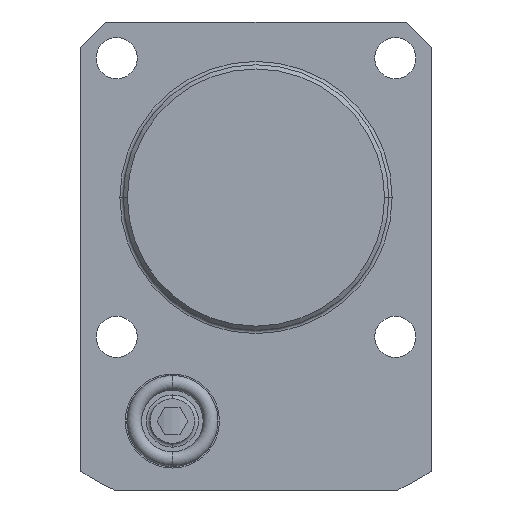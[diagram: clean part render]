
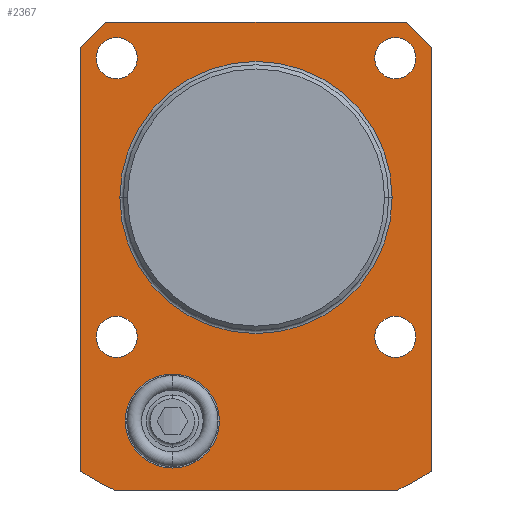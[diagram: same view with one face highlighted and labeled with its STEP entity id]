
A CAD part, front view. The second image highlights one B-rep face of the part: STEP entity #2367.
In plain terms, the highlighted planar face has unit normal (0, -1, 0).
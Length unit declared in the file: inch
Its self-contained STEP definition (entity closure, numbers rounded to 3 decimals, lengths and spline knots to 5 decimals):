
#205=CARTESIAN_POINT('',(0.,0.,0.));
#206=DIRECTION('',(0.,-1.,0.));
#207=DIRECTION('',(0.436,0.,-0.9));
#208=AXIS2_PLACEMENT_3D('',#205,#206,#207);
#259=CARTESIAN_POINT('',(0.,0.,0.));
#260=DIRECTION('',(0.,-1.,0.));
#261=DIRECTION('',(-0.54,0.,-0.842));
#262=AXIS2_PLACEMENT_3D('',#259,#260,#261);
#299=CARTESIAN_POINT('',(0.,0.,0.));
#300=DIRECTION('',(0.,1.,0.));
#301=DIRECTION('',(-1.,0.,0.));
#302=AXIS2_PLACEMENT_3D('',#299,#300,#301);
#307=CARTESIAN_POINT('',(0.,0.,0.));
#308=DIRECTION('',(0.,1.,0.));
#309=DIRECTION('',(1.,0.,0.));
#310=AXIS2_PLACEMENT_3D('',#307,#308,#309);
#315=DIRECTION('',(1.,0.,0.));
#316=VECTOR('',#315,1.33658);
#317=CARTESIAN_POINT('',(-0.66829,0.,-1.378));
#318=LINE('',#317,#316);
#322=DIRECTION('',(0.,0.,-1.));
#323=VECTOR('',#322,1.99802);
#324=CARTESIAN_POINT('',(-0.827,0.,0.709));
#325=LINE('',#324,#323);
#329=DIRECTION('',(-0.707,0.,-0.707));
#330=VECTOR('',#329,0.16688);
#331=CARTESIAN_POINT('',(-0.709,0.,0.827));
#332=LINE('',#331,#330);
#336=DIRECTION('',(-1.,0.,0.));
#337=VECTOR('',#336,1.418);
#338=CARTESIAN_POINT('',(0.709,0.,0.827));
#339=LINE('',#338,#337);
#343=DIRECTION('',(-0.707,0.,0.707));
#344=VECTOR('',#343,0.16688);
#345=CARTESIAN_POINT('',(0.827,0.,0.709));
#346=LINE('',#345,#344);
#350=DIRECTION('',(0.,0.,1.));
#351=VECTOR('',#350,1.99802);
#352=CARTESIAN_POINT('',(0.827,0.,-1.28902));
#353=LINE('',#352,#351);
#357=CARTESIAN_POINT('',(-0.6565,0.,-0.6565));
#358=DIRECTION('',(0.,1.,0.));
#359=DIRECTION('',(-1.,0.,0.));
#360=AXIS2_PLACEMENT_3D('',#357,#358,#359);
#365=CARTESIAN_POINT('',(-0.6565,0.,-0.6565));
#366=DIRECTION('',(0.,1.,0.));
#367=DIRECTION('',(1.,0.,0.));
#368=AXIS2_PLACEMENT_3D('',#365,#366,#367);
#373=CARTESIAN_POINT('',(0.6565,0.,-0.6565));
#374=DIRECTION('',(0.,1.,0.));
#375=DIRECTION('',(-1.,0.,0.));
#376=AXIS2_PLACEMENT_3D('',#373,#374,#375);
#381=CARTESIAN_POINT('',(0.6565,0.,-0.6565));
#382=DIRECTION('',(0.,1.,0.));
#383=DIRECTION('',(1.,0.,0.));
#384=AXIS2_PLACEMENT_3D('',#381,#382,#383);
#389=CARTESIAN_POINT('',(0.6565,0.,0.6565));
#390=DIRECTION('',(0.,1.,0.));
#391=DIRECTION('',(-1.,0.,0.));
#392=AXIS2_PLACEMENT_3D('',#389,#390,#391);
#397=CARTESIAN_POINT('',(0.6565,0.,0.6565));
#398=DIRECTION('',(0.,1.,0.));
#399=DIRECTION('',(1.,0.,0.));
#400=AXIS2_PLACEMENT_3D('',#397,#398,#399);
#405=CARTESIAN_POINT('',(-0.6565,0.,0.6565));
#406=DIRECTION('',(0.,1.,0.));
#407=DIRECTION('',(-1.,0.,0.));
#408=AXIS2_PLACEMENT_3D('',#405,#406,#407);
#413=CARTESIAN_POINT('',(-0.6565,0.,0.6565));
#414=DIRECTION('',(0.,1.,0.));
#415=DIRECTION('',(1.,0.,0.));
#416=AXIS2_PLACEMENT_3D('',#413,#414,#415);
#421=CARTESIAN_POINT('',(-0.394,0.,-1.053));
#422=DIRECTION('',(0.,-1.,0.));
#423=DIRECTION('',(-1.,0.,0.));
#424=AXIS2_PLACEMENT_3D('',#421,#422,#423);
#429=CARTESIAN_POINT('',(-0.394,0.,-1.053));
#430=DIRECTION('',(0.,-1.,0.));
#431=DIRECTION('',(1.,0.,0.));
#432=AXIS2_PLACEMENT_3D('',#429,#430,#431);
#1864=CARTESIAN_POINT('',(-0.66829,0.,-1.378));
#1865=CARTESIAN_POINT('',(0.66829,0.,-1.378));
#1866=VERTEX_POINT('',#1864);
#1867=VERTEX_POINT('',#1865);
#1868=CARTESIAN_POINT('',(0.827,0.,-1.28902));
#1869=CARTESIAN_POINT('',(0.827,0.,0.709));
#1870=VERTEX_POINT('',#1868);
#1871=VERTEX_POINT('',#1869);
#1876=CARTESIAN_POINT('',(-0.827,0.,-1.28902));
#1877=VERTEX_POINT('',#1876);
#1878=CARTESIAN_POINT('',(-0.7535,0.,-0.6565));
#1879=CARTESIAN_POINT('',(-0.5595,0.,-0.6565));
#1880=VERTEX_POINT('',#1878);
#1881=VERTEX_POINT('',#1879);
#1882=CARTESIAN_POINT('',(0.5595,0.,-0.6565));
#1883=CARTESIAN_POINT('',(0.7535,0.,-0.6565));
#1884=VERTEX_POINT('',#1882);
#1885=VERTEX_POINT('',#1883);
#1886=CARTESIAN_POINT('',(0.5595,0.,0.6565));
#1887=CARTESIAN_POINT('',(0.7535,0.,0.6565));
#1888=VERTEX_POINT('',#1886);
#1889=VERTEX_POINT('',#1887);
#1890=CARTESIAN_POINT('',(-0.7535,0.,0.6565));
#1891=CARTESIAN_POINT('',(-0.5595,0.,0.6565));
#1892=VERTEX_POINT('',#1890);
#1893=VERTEX_POINT('',#1891);
#1923=CARTESIAN_POINT('',(-0.6412,0.,0.));
#1924=CARTESIAN_POINT('',(0.6412,0.,0.));
#1925=VERTEX_POINT('',#1923);
#1926=VERTEX_POINT('',#1924);
#2005=CARTESIAN_POINT('',(-0.6155,0.,-1.053));
#2006=CARTESIAN_POINT('',(-0.1725,0.,-1.053));
#2007=VERTEX_POINT('',#2005);
#2008=VERTEX_POINT('',#2006);
#2102=CARTESIAN_POINT('',(0.709,0.,0.827));
#2103=VERTEX_POINT('',#2102);
#2104=CARTESIAN_POINT('',(-0.709,0.,0.827));
#2105=VERTEX_POINT('',#2104);
#2106=CARTESIAN_POINT('',(-0.827,0.,0.709));
#2107=VERTEX_POINT('',#2106);
#2311=CARTESIAN_POINT('',(0.,0.,0.));
#2312=DIRECTION('',(0.,-1.,0.));
#2313=DIRECTION('',(-1.,0.,0.));
#2314=AXIS2_PLACEMENT_3D('',#2311,#2312,#2313);
#2315=PLANE('',#2314);
#2316=ORIENTED_EDGE('',*,*,#2288,.F.);
#2317=ORIENTED_EDGE('',*,*,#2271,.F.);
#2319=ORIENTED_EDGE('',*,*,#2318,.F.);
#2321=ORIENTED_EDGE('',*,*,#2320,.F.);
#2323=ORIENTED_EDGE('',*,*,#2322,.F.);
#2325=ORIENTED_EDGE('',*,*,#2324,.F.);
#2327=ORIENTED_EDGE('',*,*,#2326,.F.);
#2328=ORIENTED_EDGE('',*,*,#2248,.F.);
#2329=EDGE_LOOP('',(#2316,#2317,#2319,#2321,#2323,#2325,#2327,#2328));
#2330=FACE_OUTER_BOUND('',#2329,.F.);
#2332=ORIENTED_EDGE('',*,*,#2331,.F.);
#2334=ORIENTED_EDGE('',*,*,#2333,.F.);
#2335=EDGE_LOOP('',(#2332,#2334));
#2336=FACE_BOUND('',#2335,.F.);
#2338=ORIENTED_EDGE('',*,*,#2337,.F.);
#2340=ORIENTED_EDGE('',*,*,#2339,.F.);
#2341=EDGE_LOOP('',(#2338,#2340));
#2342=FACE_BOUND('',#2341,.F.);
#2344=ORIENTED_EDGE('',*,*,#2343,.F.);
#2346=ORIENTED_EDGE('',*,*,#2345,.F.);
#2347=EDGE_LOOP('',(#2344,#2346));
#2348=FACE_BOUND('',#2347,.F.);
#2350=ORIENTED_EDGE('',*,*,#2349,.F.);
#2352=ORIENTED_EDGE('',*,*,#2351,.F.);
#2353=EDGE_LOOP('',(#2350,#2352));
#2354=FACE_BOUND('',#2353,.F.);
#2356=ORIENTED_EDGE('',*,*,#2355,.F.);
#2358=ORIENTED_EDGE('',*,*,#2357,.F.);
#2359=EDGE_LOOP('',(#2356,#2358));
#2360=FACE_BOUND('',#2359,.F.);
#2362=ORIENTED_EDGE('',*,*,#2361,.T.);
#2364=ORIENTED_EDGE('',*,*,#2363,.T.);
#2365=EDGE_LOOP('',(#2362,#2364));
#2366=FACE_BOUND('',#2365,.F.);
#209=CIRCLE('',#208,1.5315);
#263=CIRCLE('',#262,1.5315);
#303=CIRCLE('',#302,0.6412);
#311=CIRCLE('',#310,0.6412);
#361=CIRCLE('',#360,0.097);
#369=CIRCLE('',#368,0.097);
#377=CIRCLE('',#376,0.097);
#385=CIRCLE('',#384,0.097);
#393=CIRCLE('',#392,0.097);
#401=CIRCLE('',#400,0.097);
#409=CIRCLE('',#408,0.097);
#417=CIRCLE('',#416,0.097);
#425=CIRCLE('',#424,0.2215);
#433=CIRCLE('',#432,0.2215);
#2248=EDGE_CURVE('',#1867,#1870,#209,.T.);
#2271=EDGE_CURVE('',#1877,#1866,#263,.T.);
#2288=EDGE_CURVE('',#1866,#1867,#318,.T.);
#2318=EDGE_CURVE('',#2107,#1877,#325,.T.);
#2320=EDGE_CURVE('',#2105,#2107,#332,.T.);
#2322=EDGE_CURVE('',#2103,#2105,#339,.T.);
#2324=EDGE_CURVE('',#1871,#2103,#346,.T.);
#2326=EDGE_CURVE('',#1870,#1871,#353,.T.);
#2331=EDGE_CURVE('',#1925,#1926,#303,.T.);
#2333=EDGE_CURVE('',#1926,#1925,#311,.T.);
#2337=EDGE_CURVE('',#1880,#1881,#361,.T.);
#2339=EDGE_CURVE('',#1881,#1880,#369,.T.);
#2343=EDGE_CURVE('',#1884,#1885,#377,.T.);
#2345=EDGE_CURVE('',#1885,#1884,#385,.T.);
#2349=EDGE_CURVE('',#1888,#1889,#393,.T.);
#2351=EDGE_CURVE('',#1889,#1888,#401,.T.);
#2355=EDGE_CURVE('',#1892,#1893,#409,.T.);
#2357=EDGE_CURVE('',#1893,#1892,#417,.T.);
#2361=EDGE_CURVE('',#2007,#2008,#425,.T.);
#2363=EDGE_CURVE('',#2008,#2007,#433,.T.);
#2367=ADVANCED_FACE('',(#2330,#2336,#2342,#2348,#2354,#2360,#2366),#2315,.T.);
